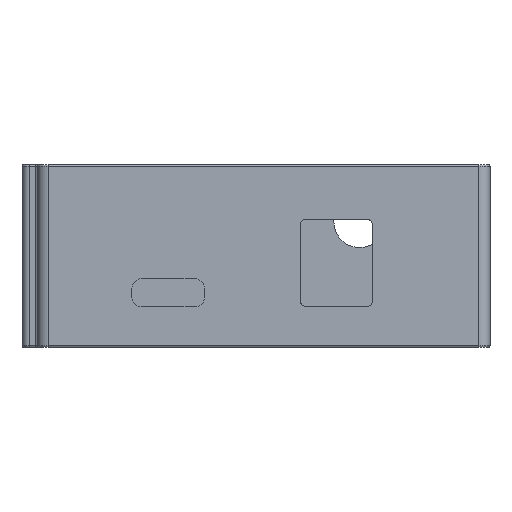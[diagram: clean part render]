
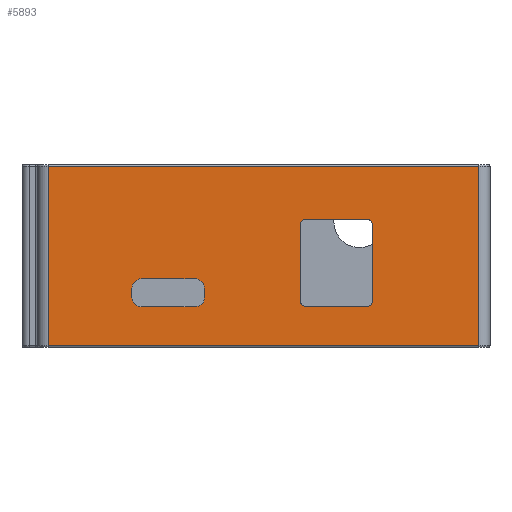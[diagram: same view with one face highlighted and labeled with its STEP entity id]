
A CAD part, left-side view. The second image highlights one B-rep face of the part: STEP entity #5893.
In plain terms, the highlighted planar face has unit normal (-1, 0, 0).
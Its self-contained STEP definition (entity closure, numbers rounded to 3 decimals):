
#1974=CARTESIAN_POINT('',(-2.187,22.075,2.));
#1975=DIRECTION('',(-1.,0.,0.));
#1976=DIRECTION('',(0.,1.,0.));
#1977=AXIS2_PLACEMENT_3D('',#1974,#1975,#1976);
#1982=DIRECTION('',(0.,-1.,0.));
#1983=VECTOR('',#1982,8.2);
#1984=CARTESIAN_POINT('',(-2.187,22.075,1.4));
#1985=LINE('',#1984,#1983);
#1989=CARTESIAN_POINT('',(-2.187,13.875,2.));
#1990=DIRECTION('',(-1.,0.,0.));
#1991=DIRECTION('',(0.,0.,-1.));
#1992=AXIS2_PLACEMENT_3D('',#1989,#1990,#1991);
#1997=DIRECTION('',(0.,0.,1.));
#1998=VECTOR('',#1997,10.2);
#1999=CARTESIAN_POINT('',(-2.187,13.275,2.));
#2000=LINE('',#1999,#1998);
#2004=CARTESIAN_POINT('',(-2.187,13.875,12.2));
#2005=DIRECTION('',(-1.,0.,0.));
#2006=DIRECTION('',(0.,-1.,0.));
#2007=AXIS2_PLACEMENT_3D('',#2004,#2005,#2006);
#2012=DIRECTION('',(0.,1.,0.));
#2013=VECTOR('',#2012,8.2);
#2014=CARTESIAN_POINT('',(-2.187,13.875,12.8));
#2015=LINE('',#2014,#2013);
#2019=CARTESIAN_POINT('',(-2.187,22.075,12.2));
#2020=DIRECTION('',(-1.,0.,0.));
#2021=DIRECTION('',(0.,0.,1.));
#2022=AXIS2_PLACEMENT_3D('',#2019,#2020,#2021);
#2027=DIRECTION('',(0.,0.,-1.));
#2028=VECTOR('',#2027,10.2);
#2029=CARTESIAN_POINT('',(-2.187,22.675,12.2));
#2030=LINE('',#2029,#2028);
#2034=CARTESIAN_POINT('',(-2.187,43.66,2.543));
#2035=DIRECTION('',(-1.,0.,0.));
#2036=DIRECTION('',(0.,1.,0.));
#2037=AXIS2_PLACEMENT_3D('',#2034,#2035,#2036);
#2042=DIRECTION('',(0.,-1.,0.));
#2043=VECTOR('',#2042,7.098);
#2044=CARTESIAN_POINT('',(-2.187,43.66,1.321));
#2045=LINE('',#2044,#2043);
#2049=CARTESIAN_POINT('',(-2.187,36.562,2.543));
#2050=DIRECTION('',(-1.,0.,0.));
#2051=DIRECTION('',(0.,0.,-1.));
#2052=AXIS2_PLACEMENT_3D('',#2049,#2050,#2051);
#2057=DIRECTION('',(0.,0.,1.));
#2058=VECTOR('',#2057,1.227);
#2059=CARTESIAN_POINT('',(-2.187,35.339,2.543));
#2060=LINE('',#2059,#2058);
#2064=CARTESIAN_POINT('',(-2.187,36.562,3.771));
#2065=DIRECTION('',(-1.,0.,0.));
#2066=DIRECTION('',(0.,-1.,0.));
#2067=AXIS2_PLACEMENT_3D('',#2064,#2065,#2066);
#2072=DIRECTION('',(0.,1.,0.));
#2073=VECTOR('',#2072,7.098);
#2074=CARTESIAN_POINT('',(-2.187,36.562,4.994));
#2075=LINE('',#2074,#2073);
#2079=CARTESIAN_POINT('',(-2.187,43.66,3.771));
#2080=DIRECTION('',(-1.,0.,0.));
#2081=DIRECTION('',(0.,0.,1.));
#2082=AXIS2_PLACEMENT_3D('',#2079,#2080,#2081);
#2087=DIRECTION('',(0.,0.,-1.));
#2088=VECTOR('',#2087,1.227);
#2089=CARTESIAN_POINT('',(-2.187,44.883,3.771));
#2090=LINE('',#2089,#2088);
#2094=DIRECTION('',(0.,1.,0.));
#2095=VECTOR('',#2094,56.596);
#2096=CARTESIAN_POINT('',(-2.187,-0.74,-3.8));
#2097=LINE('',#2096,#2095);
#2101=DIRECTION('',(0.,0.,1.));
#2102=VECTOR('',#2101,23.6);
#2103=CARTESIAN_POINT('',(-2.187,55.856,-3.8));
#2104=LINE('',#2103,#2102);
#2108=DIRECTION('',(0.,-1.,0.));
#2109=VECTOR('',#2108,56.596);
#2110=CARTESIAN_POINT('',(-2.187,55.856,19.8));
#2111=LINE('',#2110,#2109);
#2115=DIRECTION('',(0.,0.,1.));
#2116=VECTOR('',#2115,23.6);
#2117=CARTESIAN_POINT('',(-2.187,-0.74,-3.8));
#2118=LINE('',#2117,#2116);
#3991=CARTESIAN_POINT('',(-2.187,22.675,2.));
#3992=CARTESIAN_POINT('',(-2.187,22.075,1.4));
#3993=VERTEX_POINT('',#3991);
#3994=VERTEX_POINT('',#3992);
#3995=CARTESIAN_POINT('',(-2.187,13.875,1.4));
#3996=VERTEX_POINT('',#3995);
#3997=CARTESIAN_POINT('',(-2.187,13.275,2.));
#3998=VERTEX_POINT('',#3997);
#3999=CARTESIAN_POINT('',(-2.187,13.275,12.2));
#4000=VERTEX_POINT('',#3999);
#4001=CARTESIAN_POINT('',(-2.187,13.875,12.8));
#4002=VERTEX_POINT('',#4001);
#4003=CARTESIAN_POINT('',(-2.187,22.075,12.8));
#4004=VERTEX_POINT('',#4003);
#4005=CARTESIAN_POINT('',(-2.187,22.675,12.2));
#4006=VERTEX_POINT('',#4005);
#4007=CARTESIAN_POINT('',(-2.187,44.883,2.543));
#4008=CARTESIAN_POINT('',(-2.187,43.66,1.321));
#4009=VERTEX_POINT('',#4007);
#4010=VERTEX_POINT('',#4008);
#4011=CARTESIAN_POINT('',(-2.187,36.562,1.321));
#4012=VERTEX_POINT('',#4011);
#4013=CARTESIAN_POINT('',(-2.187,35.339,2.543));
#4014=VERTEX_POINT('',#4013);
#4015=CARTESIAN_POINT('',(-2.187,35.339,3.771));
#4016=VERTEX_POINT('',#4015);
#4017=CARTESIAN_POINT('',(-2.187,36.562,4.994));
#4018=VERTEX_POINT('',#4017);
#4019=CARTESIAN_POINT('',(-2.187,43.66,4.994));
#4020=VERTEX_POINT('',#4019);
#4021=CARTESIAN_POINT('',(-2.187,44.883,3.771));
#4022=VERTEX_POINT('',#4021);
#4179=CARTESIAN_POINT('',(-2.187,-0.74,-3.8));
#4180=CARTESIAN_POINT('',(-2.187,55.856,-3.8));
#4181=VERTEX_POINT('',#4179);
#4182=VERTEX_POINT('',#4180);
#4211=CARTESIAN_POINT('',(-2.187,55.856,19.8));
#4212=CARTESIAN_POINT('',(-2.187,-0.74,19.8));
#4213=VERTEX_POINT('',#4211);
#4214=VERTEX_POINT('',#4212);
#5844=CARTESIAN_POINT('',(-2.187,0.944,20.));
#5845=DIRECTION('',(-1.,0.,0.));
#5846=DIRECTION('',(0.,1.,0.));
#5847=AXIS2_PLACEMENT_3D('',#5844,#5845,#5846);
#5848=PLANE('',#5847);
#5849=ORIENTED_EDGE('',*,*,#5455,.T.);
#5851=ORIENTED_EDGE('',*,*,#5850,.T.);
#5853=ORIENTED_EDGE('',*,*,#5852,.T.);
#5854=ORIENTED_EDGE('',*,*,#5824,.F.);
#5855=EDGE_LOOP('',(#5849,#5851,#5853,#5854));
#5856=FACE_OUTER_BOUND('',#5855,.F.);
#5858=ORIENTED_EDGE('',*,*,#5857,.T.);
#5860=ORIENTED_EDGE('',*,*,#5859,.T.);
#5862=ORIENTED_EDGE('',*,*,#5861,.T.);
#5864=ORIENTED_EDGE('',*,*,#5863,.T.);
#5866=ORIENTED_EDGE('',*,*,#5865,.T.);
#5868=ORIENTED_EDGE('',*,*,#5867,.T.);
#5870=ORIENTED_EDGE('',*,*,#5869,.T.);
#5872=ORIENTED_EDGE('',*,*,#5871,.T.);
#5873=EDGE_LOOP('',(#5858,#5860,#5862,#5864,#5866,#5868,#5870,#5872));
#5874=FACE_BOUND('',#5873,.F.);
#5876=ORIENTED_EDGE('',*,*,#5875,.T.);
#5878=ORIENTED_EDGE('',*,*,#5877,.T.);
#5880=ORIENTED_EDGE('',*,*,#5879,.T.);
#5882=ORIENTED_EDGE('',*,*,#5881,.T.);
#5884=ORIENTED_EDGE('',*,*,#5883,.T.);
#5886=ORIENTED_EDGE('',*,*,#5885,.T.);
#5888=ORIENTED_EDGE('',*,*,#5887,.T.);
#5890=ORIENTED_EDGE('',*,*,#5889,.T.);
#5891=EDGE_LOOP('',(#5876,#5878,#5880,#5882,#5884,#5886,#5888,#5890));
#5892=FACE_BOUND('',#5891,.F.);
#1978=CIRCLE('',#1977,0.6);
#1993=CIRCLE('',#1992,0.6);
#2008=CIRCLE('',#2007,0.6);
#2023=CIRCLE('',#2022,0.6);
#2038=CIRCLE('',#2037,1.223);
#2053=CIRCLE('',#2052,1.223);
#2068=CIRCLE('',#2067,1.223);
#2083=CIRCLE('',#2082,1.223);
#5455=EDGE_CURVE('',#4181,#4182,#2097,.T.);
#5824=EDGE_CURVE('',#4181,#4214,#2118,.T.);
#5850=EDGE_CURVE('',#4182,#4213,#2104,.T.);
#5852=EDGE_CURVE('',#4213,#4214,#2111,.T.);
#5857=EDGE_CURVE('',#4009,#4010,#2038,.T.);
#5859=EDGE_CURVE('',#4010,#4012,#2045,.T.);
#5861=EDGE_CURVE('',#4012,#4014,#2053,.T.);
#5863=EDGE_CURVE('',#4014,#4016,#2060,.T.);
#5865=EDGE_CURVE('',#4016,#4018,#2068,.T.);
#5867=EDGE_CURVE('',#4018,#4020,#2075,.T.);
#5869=EDGE_CURVE('',#4020,#4022,#2083,.T.);
#5871=EDGE_CURVE('',#4022,#4009,#2090,.T.);
#5875=EDGE_CURVE('',#3993,#3994,#1978,.T.);
#5877=EDGE_CURVE('',#3994,#3996,#1985,.T.);
#5879=EDGE_CURVE('',#3996,#3998,#1993,.T.);
#5881=EDGE_CURVE('',#3998,#4000,#2000,.T.);
#5883=EDGE_CURVE('',#4000,#4002,#2008,.T.);
#5885=EDGE_CURVE('',#4002,#4004,#2015,.T.);
#5887=EDGE_CURVE('',#4004,#4006,#2023,.T.);
#5889=EDGE_CURVE('',#4006,#3993,#2030,.T.);
#5893=ADVANCED_FACE('',(#5856,#5874,#5892),#5848,.T.);
